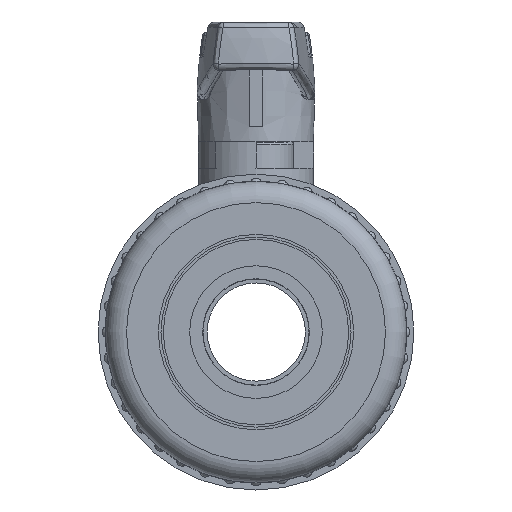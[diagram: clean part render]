
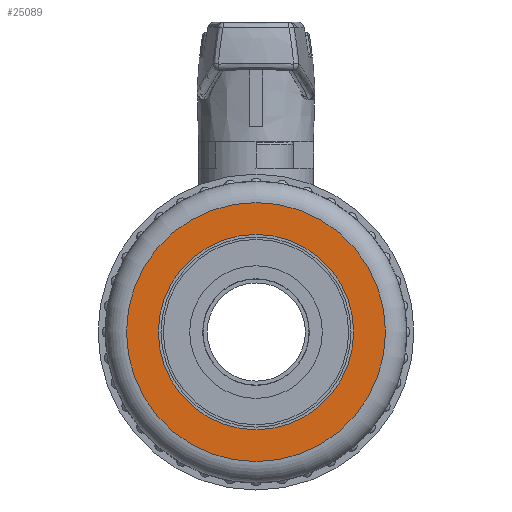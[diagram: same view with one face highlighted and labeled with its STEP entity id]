
A CAD part, left-side view. The second image highlights one B-rep face of the part: STEP entity #25089.
In plain terms, the highlighted face is planar.
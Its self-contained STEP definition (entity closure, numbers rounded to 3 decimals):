
#892=FACE_BOUND('',#3132,.T.);
#1053=PLANE('',#26714);
#1621=FACE_OUTER_BOUND('',#3131,.T.);
#3131=EDGE_LOOP('',(#17248));
#3132=EDGE_LOOP('',(#17249));
#5959=CIRCLE('',#26712,18.4);
#5960=CIRCLE('',#26715,24.4);
#10571=VERTEX_POINT('',#39149);
#10572=VERTEX_POINT('',#39154);
#13220=EDGE_CURVE('',#10571,#10571,#5959,.T.);
#13221=EDGE_CURVE('',#10572,#10572,#5960,.T.);
#17248=ORIENTED_EDGE('',*,*,#13221,.T.);
#17249=ORIENTED_EDGE('',*,*,#13220,.F.);
#25089=ADVANCED_FACE('',(#1621,#892),#1053,.T.);
#26712=AXIS2_PLACEMENT_3D('',#39151,#28843,#28844);
#26714=AXIS2_PLACEMENT_3D('',#39153,#28847,#28848);
#26715=AXIS2_PLACEMENT_3D('',#39155,#28849,#28850);
#28843=DIRECTION('center_axis',(0.,0.,-1.));
#28844=DIRECTION('ref_axis',(0.,1.,0.));
#28847=DIRECTION('center_axis',(0.,0.,-1.));
#28848=DIRECTION('ref_axis',(0.,1.,0.));
#28849=DIRECTION('center_axis',(0.,0.,-1.));
#28850=DIRECTION('ref_axis',(0.,1.,0.));
#39149=CARTESIAN_POINT('',(0.,-18.4,-148.2));
#39151=CARTESIAN_POINT('Origin',(0.,0.,-148.2));
#39153=CARTESIAN_POINT('Origin',(0.,0.,-148.2));
#39154=CARTESIAN_POINT('',(0.,-24.4,-148.2));
#39155=CARTESIAN_POINT('Origin',(0.,0.,-148.2));
